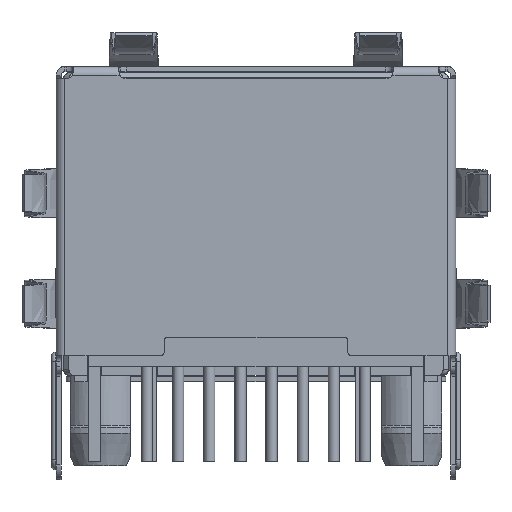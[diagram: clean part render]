
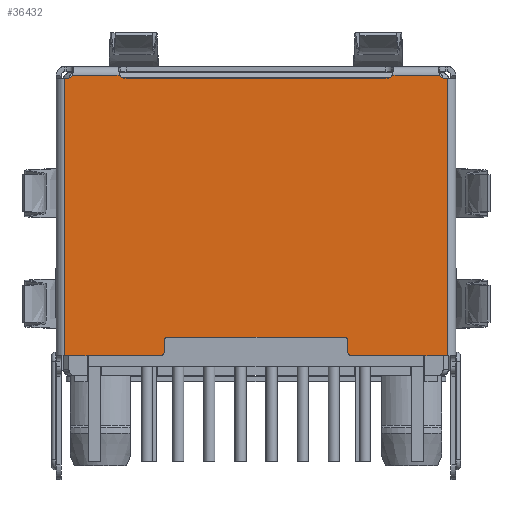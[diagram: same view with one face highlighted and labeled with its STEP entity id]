
A CAD part, left-side view. The second image highlights one B-rep face of the part: STEP entity #36432.
In plain terms, the highlighted face is planar.
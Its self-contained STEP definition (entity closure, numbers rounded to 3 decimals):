
#27324=CARTESIAN_POINT('',(5.549,15.6,-6.075));
#27346=CARTESIAN_POINT('',(7.501,15.6,-6.075));
#27348=DIRECTION('',(-1.,0.,0.));
#27349=VECTOR('',#27348,1.953);
#27350=CARTESIAN_POINT('',(7.501,15.6,-6.075));
#27351=LINE('',#27350,#27349);
#27379=CARTESIAN_POINT('',(3.9,15.6,5.225));
#27380=DIRECTION('',(0.,-1.,0.));
#27381=DIRECTION('',(0.,0.,1.));
#27382=AXIS2_PLACEMENT_3D('',#27379,#27380,#27381);
#27384=DIRECTION('',(0.,0.,-1.));
#27385=VECTOR('',#27384,0.45);
#27386=CARTESIAN_POINT('',(3.75,15.6,5.225));
#27387=LINE('',#27386,#27385);
#27388=CARTESIAN_POINT('',(3.6,15.6,4.775));
#27389=DIRECTION('',(0.,1.,0.));
#27390=DIRECTION('',(1.,0.,0.));
#27391=AXIS2_PLACEMENT_3D('',#27388,#27389,#27390);
#27393=CARTESIAN_POINT('',(-3.6,15.6,4.775));
#27394=DIRECTION('',(0.,1.,0.));
#27395=DIRECTION('',(0.,0.,-1.));
#27396=AXIS2_PLACEMENT_3D('',#27393,#27394,#27395);
#27398=CARTESIAN_POINT('',(-3.9,15.6,5.225));
#27399=DIRECTION('',(0.,-1.,0.));
#27400=DIRECTION('',(1.,0.,0.));
#27401=AXIS2_PLACEMENT_3D('',#27398,#27399,#27400);
#27403=DIRECTION('',(1.,0.,0.));
#27404=VECTOR('',#27403,0.05);
#27405=CARTESIAN_POINT('',(-7.8,15.6,-5.943));
#27406=LINE('',#27405,#27404);
#27407=CARTESIAN_POINT('',(-7.75,15.6,-6.243));
#27408=DIRECTION('',(0.,1.,0.));
#27409=DIRECTION('',(0.,0.,1.));
#27410=AXIS2_PLACEMENT_3D('',#27407,#27408,#27409);
#27412=CARTESIAN_POINT('',(-5.3,15.6,-6.243));
#27413=DIRECTION('',(0.,1.,0.));
#27414=DIRECTION('',(-0.829,0.,0.559));
#27415=AXIS2_PLACEMENT_3D('',#27412,#27413,#27414);
#27417=CARTESIAN_POINT('',(5.3,15.6,-6.243));
#27418=DIRECTION('',(0.,1.,0.));
#27419=DIRECTION('',(0.,0.,1.));
#27420=AXIS2_PLACEMENT_3D('',#27417,#27418,#27419);
#27422=CARTESIAN_POINT('',(7.75,15.6,-6.243));
#27423=DIRECTION('',(0.,1.,0.));
#27424=DIRECTION('',(-0.829,0.,0.559));
#27425=AXIS2_PLACEMENT_3D('',#27422,#27423,#27424);
#27435=DIRECTION('',(1.,0.,0.));
#27436=VECTOR('',#27435,3.9);
#27437=CARTESIAN_POINT('',(3.9,15.6,5.375));
#27438=LINE('',#27437,#27436);
#27479=DIRECTION('',(0.,0.,-1.));
#27480=VECTOR('',#27479,11.318);
#27481=CARTESIAN_POINT('',(7.8,15.6,5.375));
#27482=LINE('',#27481,#27480);
#27653=DIRECTION('',(-1.,0.,0.));
#27654=VECTOR('',#27653,0.05);
#27655=CARTESIAN_POINT('',(7.8,15.6,-5.943));
#27656=LINE('',#27655,#27654);
#27733=DIRECTION('',(-1.,0.,0.));
#27734=VECTOR('',#27733,10.6);
#27735=CARTESIAN_POINT('',(5.3,15.6,-5.943));
#27736=LINE('',#27735,#27734);
#27774=DIRECTION('',(-1.,0.,0.));
#27775=VECTOR('',#27774,1.953);
#27776=CARTESIAN_POINT('',(-5.549,15.6,-6.075));
#27777=LINE('',#27776,#27775);
#27841=DIRECTION('',(0.,0.,1.));
#27842=VECTOR('',#27841,11.318);
#27843=CARTESIAN_POINT('',(-7.8,15.6,-5.943));
#27844=LINE('',#27843,#27842);
#28037=DIRECTION('',(1.,0.,0.));
#28038=VECTOR('',#28037,3.9);
#28039=CARTESIAN_POINT('',(-7.8,15.6,5.375));
#28040=LINE('',#28039,#28038);
#28049=DIRECTION('',(0.,0.,-1.));
#28050=VECTOR('',#28049,0.45);
#28051=CARTESIAN_POINT('',(-3.75,15.6,5.225));
#28052=LINE('',#28051,#28050);
#28061=DIRECTION('',(1.,0.,0.));
#28062=VECTOR('',#28061,7.2);
#28063=CARTESIAN_POINT('',(-3.6,15.6,4.625));
#28064=LINE('',#28063,#28062);
#30775=VERTEX_POINT('',#27324);
#30778=VERTEX_POINT('',#27346);
#30853=CARTESIAN_POINT('',(3.9,15.6,5.375));
#30854=CARTESIAN_POINT('',(3.75,15.6,5.225));
#30855=VERTEX_POINT('',#30853);
#30856=VERTEX_POINT('',#30854);
#30857=CARTESIAN_POINT('',(3.75,15.6,4.775));
#30858=VERTEX_POINT('',#30857);
#30859=CARTESIAN_POINT('',(3.6,15.6,4.625));
#30860=VERTEX_POINT('',#30859);
#30861=CARTESIAN_POINT('',(-3.6,15.6,4.625));
#30862=VERTEX_POINT('',#30861);
#30863=CARTESIAN_POINT('',(-3.75,15.6,4.775));
#30864=VERTEX_POINT('',#30863);
#30865=CARTESIAN_POINT('',(-3.75,15.6,5.225));
#30866=VERTEX_POINT('',#30865);
#30867=CARTESIAN_POINT('',(-3.9,15.6,5.375));
#30868=VERTEX_POINT('',#30867);
#30869=CARTESIAN_POINT('',(-7.8,15.6,5.375));
#30870=VERTEX_POINT('',#30869);
#30871=CARTESIAN_POINT('',(-7.8,15.6,-5.943));
#30872=VERTEX_POINT('',#30871);
#30873=CARTESIAN_POINT('',(-7.75,15.6,-5.943));
#30874=VERTEX_POINT('',#30873);
#30875=CARTESIAN_POINT('',(-7.501,15.6,-6.075));
#30876=VERTEX_POINT('',#30875);
#30877=CARTESIAN_POINT('',(-5.549,15.6,-6.075));
#30878=VERTEX_POINT('',#30877);
#30879=CARTESIAN_POINT('',(-5.3,15.6,-5.943));
#30880=VERTEX_POINT('',#30879);
#30881=CARTESIAN_POINT('',(5.3,15.6,-5.943));
#30882=VERTEX_POINT('',#30881);
#30883=CARTESIAN_POINT('',(7.75,15.6,-5.943));
#30884=VERTEX_POINT('',#30883);
#30885=CARTESIAN_POINT('',(7.8,15.6,-5.943));
#30886=VERTEX_POINT('',#30885);
#30887=CARTESIAN_POINT('',(7.8,15.6,5.375));
#30888=VERTEX_POINT('',#30887);
#36387=CARTESIAN_POINT('',(-7.95,15.6,-6.075));
#36388=DIRECTION('',(0.,1.,0.));
#36389=DIRECTION('',(0.,0.,1.));
#36390=AXIS2_PLACEMENT_3D('',#36387,#36388,#36389);
#36391=PLANE('',#36390);
#36393=ORIENTED_EDGE('',*,*,#36392,.T.);
#36395=ORIENTED_EDGE('',*,*,#36394,.T.);
#36397=ORIENTED_EDGE('',*,*,#36396,.T.);
#36399=ORIENTED_EDGE('',*,*,#36398,.F.);
#36401=ORIENTED_EDGE('',*,*,#36400,.T.);
#36403=ORIENTED_EDGE('',*,*,#36402,.F.);
#36405=ORIENTED_EDGE('',*,*,#36404,.T.);
#36407=ORIENTED_EDGE('',*,*,#36406,.F.);
#36409=ORIENTED_EDGE('',*,*,#36408,.F.);
#36411=ORIENTED_EDGE('',*,*,#36410,.T.);
#36413=ORIENTED_EDGE('',*,*,#36412,.T.);
#36415=ORIENTED_EDGE('',*,*,#36414,.F.);
#36417=ORIENTED_EDGE('',*,*,#36416,.T.);
#36419=ORIENTED_EDGE('',*,*,#36418,.F.);
#36420=ORIENTED_EDGE('',*,*,#36377,.T.);
#36421=ORIENTED_EDGE('',*,*,#36320,.F.);
#36423=ORIENTED_EDGE('',*,*,#36422,.T.);
#36425=ORIENTED_EDGE('',*,*,#36424,.F.);
#36427=ORIENTED_EDGE('',*,*,#36426,.F.);
#36429=ORIENTED_EDGE('',*,*,#36428,.F.);
#36430=EDGE_LOOP('',(#36393,#36395,#36397,#36399,#36401,#36403,#36405,#36407,
#36409,#36411,#36413,#36415,#36417,#36419,#36420,#36421,#36423,#36425,#36427,
#36429));
#36431=FACE_OUTER_BOUND('',#36430,.F.);
#36432=ADVANCED_FACE('',(#36431),#36391,.T.);
#27383=CIRCLE('',#27382,0.15);
#27392=CIRCLE('',#27391,0.15);
#27397=CIRCLE('',#27396,0.15);
#27402=CIRCLE('',#27401,0.15);
#27411=CIRCLE('',#27410,0.3);
#27416=CIRCLE('',#27415,0.3);
#27421=CIRCLE('',#27420,0.3);
#27426=CIRCLE('',#27425,0.3);
#36320=EDGE_CURVE('',#30778,#30775,#27351,.T.);
#36377=EDGE_CURVE('',#30882,#30775,#27421,.T.);
#36392=EDGE_CURVE('',#30855,#30856,#27383,.T.);
#36394=EDGE_CURVE('',#30856,#30858,#27387,.T.);
#36396=EDGE_CURVE('',#30858,#30860,#27392,.T.);
#36398=EDGE_CURVE('',#30862,#30860,#28064,.T.);
#36400=EDGE_CURVE('',#30862,#30864,#27397,.T.);
#36402=EDGE_CURVE('',#30866,#30864,#28052,.T.);
#36404=EDGE_CURVE('',#30866,#30868,#27402,.T.);
#36406=EDGE_CURVE('',#30870,#30868,#28040,.T.);
#36408=EDGE_CURVE('',#30872,#30870,#27844,.T.);
#36410=EDGE_CURVE('',#30872,#30874,#27406,.T.);
#36412=EDGE_CURVE('',#30874,#30876,#27411,.T.);
#36414=EDGE_CURVE('',#30878,#30876,#27777,.T.);
#36416=EDGE_CURVE('',#30878,#30880,#27416,.T.);
#36418=EDGE_CURVE('',#30882,#30880,#27736,.T.);
#36422=EDGE_CURVE('',#30778,#30884,#27426,.T.);
#36424=EDGE_CURVE('',#30886,#30884,#27656,.T.);
#36426=EDGE_CURVE('',#30888,#30886,#27482,.T.);
#36428=EDGE_CURVE('',#30855,#30888,#27438,.T.);
